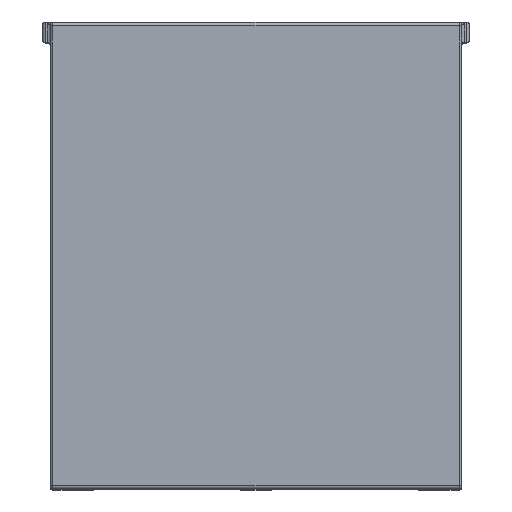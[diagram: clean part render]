
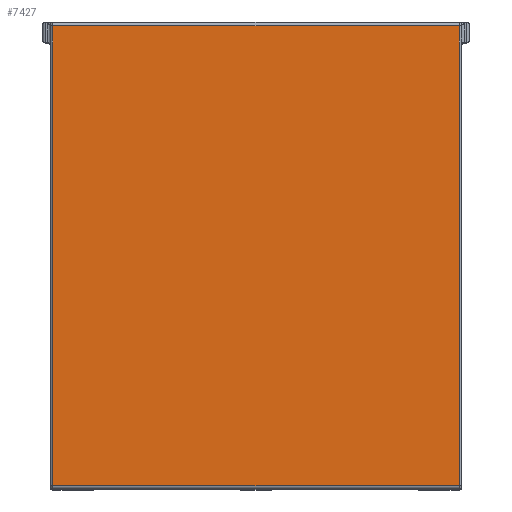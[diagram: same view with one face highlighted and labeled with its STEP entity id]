
A CAD part, top view. The second image highlights one B-rep face of the part: STEP entity #7427.
In plain terms, the highlighted planar face has unit normal (0, 0, 1).
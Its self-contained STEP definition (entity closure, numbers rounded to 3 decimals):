
#118=PLANE('',#7982);
#261=LINE('',#13602,#807);
#299=LINE('',#13848,#845);
#300=LINE('',#13852,#846);
#301=LINE('',#13853,#847);
#807=VECTOR('',#9029,10.);
#845=VECTOR('',#9117,10.);
#846=VECTOR('',#9122,10.);
#847=VECTOR('',#9123,10.);
#1729=FACE_OUTER_BOUND('',#2235,.T.);
#2235=EDGE_LOOP('',(#5315,#5316,#5317,#5318));
#3343=VERTEX_POINT('',#13592);
#3345=VERTEX_POINT('',#13598);
#3406=VERTEX_POINT('',#13847);
#3407=VERTEX_POINT('',#13851);
#4034=EDGE_CURVE('',#3343,#3345,#261,.T.);
#4105=EDGE_CURVE('',#3345,#3406,#299,.T.);
#4107=EDGE_CURVE('',#3343,#3407,#300,.T.);
#4108=EDGE_CURVE('',#3406,#3407,#301,.T.);
#5315=ORIENTED_EDGE('',*,*,#4034,.F.);
#5316=ORIENTED_EDGE('',*,*,#4107,.T.);
#5317=ORIENTED_EDGE('',*,*,#4108,.F.);
#5318=ORIENTED_EDGE('',*,*,#4105,.F.);
#7427=ADVANCED_FACE('',(#1729),#118,.F.);
#7982=AXIS2_PLACEMENT_3D('',#13850,#9120,#9121);
#9029=DIRECTION('',(0.,-1.,0.));
#9117=DIRECTION('',(-1.,0.,0.));
#9120=DIRECTION('center_axis',(0.,0.,
-1.));
#9121=DIRECTION('ref_axis',(0.,-1.,0.));
#9122=DIRECTION('',(-1.,0.,0.));
#9123=DIRECTION('',(0.,1.,0.));
#13592=CARTESIAN_POINT('',(4.,7.925,7.2));
#13598=CARTESIAN_POINT('',(4.,-1.125,7.2));
#13602=CARTESIAN_POINT('',(4.,1.1,7.2));
#13847=CARTESIAN_POINT('',(-4.,-1.125,7.2));
#13848=CARTESIAN_POINT('',(-3.5,-1.125,7.2));
#13850=CARTESIAN_POINT('Origin',(-4.05,-1.2,7.2));
#13851=CARTESIAN_POINT('',(-4.,7.925,7.2));
#13852=CARTESIAN_POINT('',(-3.5,7.925,7.2));
#13853=CARTESIAN_POINT('',(-4.,1.1,7.2));
